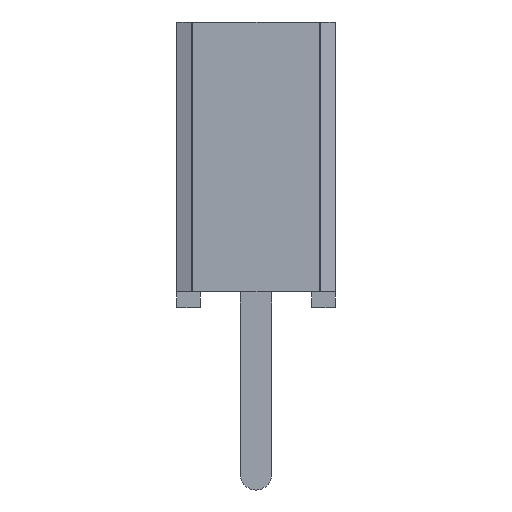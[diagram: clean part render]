
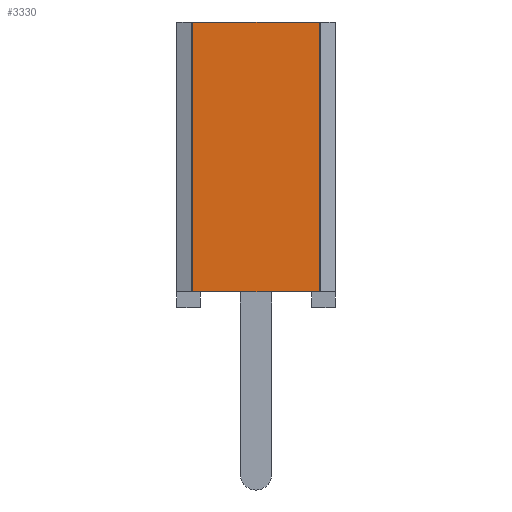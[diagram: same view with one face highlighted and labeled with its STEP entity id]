
A CAD part, left-side view. The second image highlights one B-rep face of the part: STEP entity #3330.
In plain terms, the highlighted planar face has unit normal (-1, 0, 0).
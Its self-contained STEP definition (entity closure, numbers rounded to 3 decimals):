
#3330 = ADVANCED_FACE('',(#3331),#3365,.F.);
#3331 = FACE_BOUND('',#3332,.T.);
#3332 = EDGE_LOOP('',(#3333,#3343,#3351,#3359));
#3333 = ORIENTED_EDGE('',*,*,#3334,.T.);
#3334 = EDGE_CURVE('',#3335,#3337,#3339,.T.);
#3335 = VERTEX_POINT('',#3336);
#3336 = CARTESIAN_POINT('',(-9.639,1.026,4.572));
#3337 = VERTEX_POINT('',#3338);
#3338 = CARTESIAN_POINT('',(-9.639,1.026,0.254));
#3339 = LINE('',#3340,#3341);
#3340 = CARTESIAN_POINT('',(-9.639,1.026,4.572));
#3341 = VECTOR('',#3342,1.);
#3342 = DIRECTION('',(0.,0.,-1.));
#3343 = ORIENTED_EDGE('',*,*,#3344,.T.);
#3344 = EDGE_CURVE('',#3337,#3345,#3347,.T.);
#3345 = VERTEX_POINT('',#3346);
#3346 = CARTESIAN_POINT('',(-9.639,-1.026,0.254));
#3347 = LINE('',#3348,#3349);
#3348 = CARTESIAN_POINT('',(-9.639,0.889,0.254));
#3349 = VECTOR('',#3350,1.);
#3350 = DIRECTION('',(0.,-1.,0.));
#3351 = ORIENTED_EDGE('',*,*,#3352,.T.);
#3352 = EDGE_CURVE('',#3345,#3353,#3355,.T.);
#3353 = VERTEX_POINT('',#3354);
#3354 = CARTESIAN_POINT('',(-9.639,-1.026,4.572));
#3355 = LINE('',#3356,#3357);
#3356 = CARTESIAN_POINT('',(-9.639,-1.026,4.572));
#3357 = VECTOR('',#3358,1.);
#3358 = DIRECTION('',(0.,0.,1.));
#3359 = ORIENTED_EDGE('',*,*,#3360,.F.);
#3360 = EDGE_CURVE('',#3335,#3353,#3361,.T.);
#3361 = LINE('',#3362,#3363);
#3362 = CARTESIAN_POINT('',(-9.639,1.27,4.572));
#3363 = VECTOR('',#3364,1.);
#3364 = DIRECTION('',(0.,-1.,0.));
#3365 = PLANE('',#3366);
#3366 = AXIS2_PLACEMENT_3D('',#3367,#3368,#3369);
#3367 = CARTESIAN_POINT('',(-9.639,1.27,4.572));
#3368 = DIRECTION('',(1.,0.,0.));
#3369 = DIRECTION('',(0.,1.,0.));
